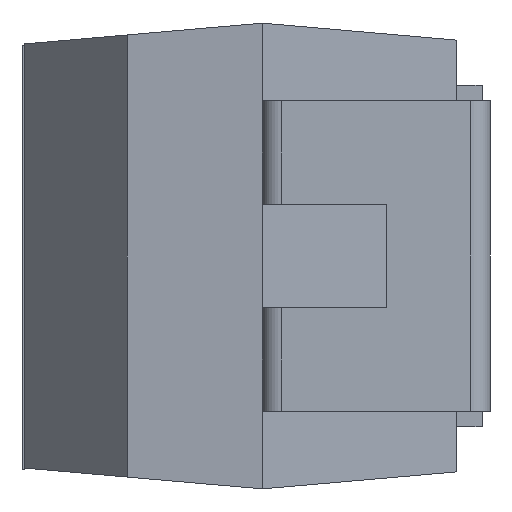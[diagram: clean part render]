
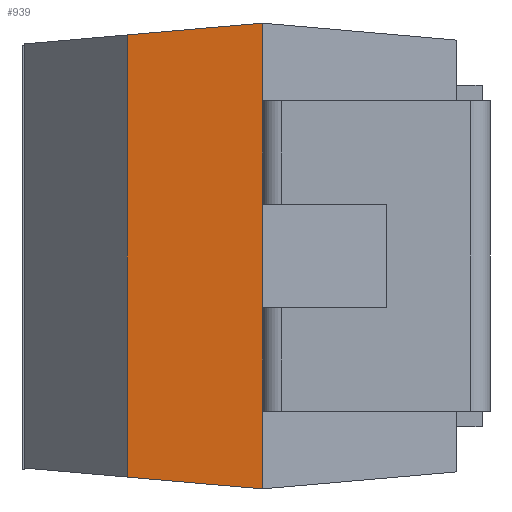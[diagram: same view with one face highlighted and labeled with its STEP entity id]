
A CAD part, left-side view. The second image highlights one B-rep face of the part: STEP entity #939.
In plain terms, the highlighted planar face has unit normal (-0.996, 0.087, 0).
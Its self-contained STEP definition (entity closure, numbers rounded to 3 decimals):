
#742 = PLANE('',#743);
#743 = AXIS2_PLACEMENT_3D('',#744,#745,#746);
#744 = CARTESIAN_POINT('',(0.866,2.891,5.575)
  );
#745 = DIRECTION('',(0.,1.,0.));
#746 = DIRECTION('',(-1.,0.,0.));
#770 = PLANE('',#771);
#771 = AXIS2_PLACEMENT_3D('',#772,#773,#774);
#772 = CARTESIAN_POINT('',(-0.704,2.891,4.675
    ));
#773 = DIRECTION('',(0.,0.087,
    -0.996));
#774 = DIRECTION('',(-1.,0.,0.));
#824 = PLANE('',#825);
#825 = AXIS2_PLACEMENT_3D('',#826,#827,#828);
#826 = CARTESIAN_POINT('',(-0.704,2.891,6.475
    ));
#827 = DIRECTION('',(0.,0.087,
    0.996));
#828 = DIRECTION('',(1.,0.,0.));
#839 = EDGE_CURVE('',#840,#842,#844,.T.);
#840 = VERTEX_POINT('',#841);
#841 = CARTESIAN_POINT('',(-0.659,3.413,4.72
    ));
#842 = VERTEX_POINT('',#843);
#843 = CARTESIAN_POINT('',(-0.704,2.891,4.675
    ));
#844 = SURFACE_CURVE('',#845,(#849,#856),.PCURVE_S1.);
#845 = LINE('',#846,#847);
#846 = CARTESIAN_POINT('',(-0.704,2.891,4.675
    ));
#847 = VECTOR('',#848,1.);
#848 = DIRECTION('',(-0.087,-0.992,
    -0.087));
#849 = PCURVE('',#770,#850);
#850 = DEFINITIONAL_REPRESENTATION('',(#851),#855);
#851 = LINE('',#852,#853);
#852 = CARTESIAN_POINT('',(-0.,0.));
#853 = VECTOR('',#854,1.);
#854 = DIRECTION('',(0.087,-0.996));
#855 = ( GEOMETRIC_REPRESENTATION_CONTEXT(2) 
PARAMETRIC_REPRESENTATION_CONTEXT() REPRESENTATION_CONTEXT('2D SPACE',''
  ) );
#856 = PCURVE('',#857,#862);
#857 = PLANE('',#858);
#858 = AXIS2_PLACEMENT_3D('',#859,#860,#861);
#859 = CARTESIAN_POINT('',(-0.704,2.891,4.675
    ));
#860 = DIRECTION('',(-0.996,0.087,
    0.));
#861 = DIRECTION('',(0.,0.,1.));
#862 = DEFINITIONAL_REPRESENTATION('',(#863),#867);
#863 = LINE('',#864,#865);
#864 = CARTESIAN_POINT('',(0.,0.));
#865 = VECTOR('',#866,1.);
#866 = DIRECTION('',(-0.087,-0.996));
#867 = ( GEOMETRIC_REPRESENTATION_CONTEXT(2) 
PARAMETRIC_REPRESENTATION_CONTEXT() REPRESENTATION_CONTEXT('2D SPACE',''
  ) );
#885 = PLANE('',#886);
#886 = AXIS2_PLACEMENT_3D('',#887,#888,#889);
#887 = CARTESIAN_POINT('',(-0.184,3.811,5.575
    ));
#888 = DIRECTION('',(0.643,-0.766,0.)
  );
#889 = DIRECTION('',(0.766,0.643,0.)
  );
#939 = ADVANCED_FACE('',(#940),#857,.T.);
#940 = FACE_BOUND('',#941,.T.);
#941 = EDGE_LOOP('',(#942,#967,#988,#989));
#942 = ORIENTED_EDGE('',*,*,#943,.F.);
#943 = EDGE_CURVE('',#944,#946,#948,.T.);
#944 = VERTEX_POINT('',#945);
#945 = CARTESIAN_POINT('',(-0.659,3.413,6.429
    ));
#946 = VERTEX_POINT('',#947);
#947 = CARTESIAN_POINT('',(-0.704,2.891,6.475
    ));
#948 = SURFACE_CURVE('',#949,(#953,#960),.PCURVE_S1.);
#949 = LINE('',#950,#951);
#950 = CARTESIAN_POINT('',(-0.704,2.891,6.475
    ));
#951 = VECTOR('',#952,1.);
#952 = DIRECTION('',(-0.087,-0.992,
    0.087));
#953 = PCURVE('',#857,#954);
#954 = DEFINITIONAL_REPRESENTATION('',(#955),#959);
#955 = LINE('',#956,#957);
#956 = CARTESIAN_POINT('',(1.8,0.));
#957 = VECTOR('',#958,1.);
#958 = DIRECTION('',(0.087,-0.996));
#959 = ( GEOMETRIC_REPRESENTATION_CONTEXT(2) 
PARAMETRIC_REPRESENTATION_CONTEXT() REPRESENTATION_CONTEXT('2D SPACE',''
  ) );
#960 = PCURVE('',#824,#961);
#961 = DEFINITIONAL_REPRESENTATION('',(#962),#966);
#962 = LINE('',#963,#964);
#963 = CARTESIAN_POINT('',(0.,0.));
#964 = VECTOR('',#965,1.);
#965 = DIRECTION('',(-0.087,-0.996));
#966 = ( GEOMETRIC_REPRESENTATION_CONTEXT(2) 
PARAMETRIC_REPRESENTATION_CONTEXT() REPRESENTATION_CONTEXT('2D SPACE',''
  ) );
#967 = ORIENTED_EDGE('',*,*,#968,.T.);
#968 = EDGE_CURVE('',#944,#840,#969,.T.);
#969 = SURFACE_CURVE('',#970,(#974,#981),.PCURVE_S1.);
#970 = LINE('',#971,#972);
#971 = CARTESIAN_POINT('',(-0.659,3.413,4.755
    ));
#972 = VECTOR('',#973,1.);
#973 = DIRECTION('',(0.,0.,-1.));
#974 = PCURVE('',#857,#975);
#975 = DEFINITIONAL_REPRESENTATION('',(#976),#980);
#976 = LINE('',#977,#978);
#977 = CARTESIAN_POINT('',(0.08,0.524));
#978 = VECTOR('',#979,1.);
#979 = DIRECTION('',(-1.,0.));
#980 = ( GEOMETRIC_REPRESENTATION_CONTEXT(2) 
PARAMETRIC_REPRESENTATION_CONTEXT() REPRESENTATION_CONTEXT('2D SPACE',''
  ) );
#981 = PCURVE('',#885,#982);
#982 = DEFINITIONAL_REPRESENTATION('',(#983),#987);
#983 = LINE('',#984,#985);
#984 = CARTESIAN_POINT('',(-0.62,-0.82));
#985 = VECTOR('',#986,1.);
#986 = DIRECTION('',(0.,-1.));
#987 = ( GEOMETRIC_REPRESENTATION_CONTEXT(2) 
PARAMETRIC_REPRESENTATION_CONTEXT() REPRESENTATION_CONTEXT('2D SPACE',''
  ) );
#988 = ORIENTED_EDGE('',*,*,#839,.T.);
#989 = ORIENTED_EDGE('',*,*,#990,.T.);
#990 = EDGE_CURVE('',#842,#946,#991,.T.);
#991 = SURFACE_CURVE('',#992,(#996,#1003),.PCURVE_S1.);
#992 = LINE('',#993,#994);
#993 = CARTESIAN_POINT('',(-0.704,2.891,4.675
    ));
#994 = VECTOR('',#995,1.);
#995 = DIRECTION('',(0.,0.,1.));
#996 = PCURVE('',#857,#997);
#997 = DEFINITIONAL_REPRESENTATION('',(#998),#1002);
#998 = LINE('',#999,#1000);
#999 = CARTESIAN_POINT('',(0.,0.));
#1000 = VECTOR('',#1001,1.);
#1001 = DIRECTION('',(1.,0.));
#1002 = ( GEOMETRIC_REPRESENTATION_CONTEXT(2) 
PARAMETRIC_REPRESENTATION_CONTEXT() REPRESENTATION_CONTEXT('2D SPACE',''
  ) );
#1003 = PCURVE('',#742,#1004);
#1004 = DEFINITIONAL_REPRESENTATION('',(#1005),#1009);
#1005 = LINE('',#1006,#1007);
#1006 = CARTESIAN_POINT('',(1.57,-0.9));
#1007 = VECTOR('',#1008,1.);
#1008 = DIRECTION('',(0.,1.));
#1009 = ( GEOMETRIC_REPRESENTATION_CONTEXT(2) 
PARAMETRIC_REPRESENTATION_CONTEXT() REPRESENTATION_CONTEXT('2D SPACE',''
  ) );
